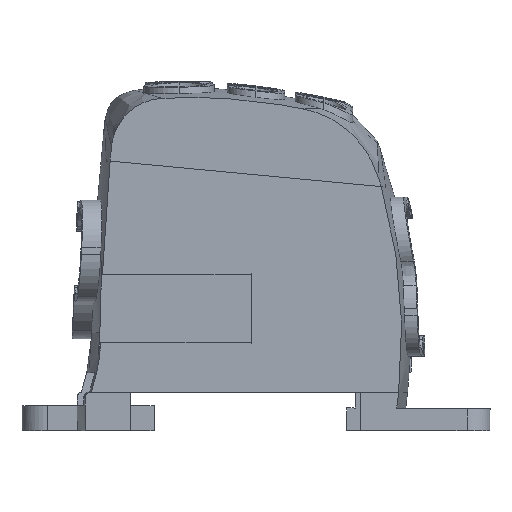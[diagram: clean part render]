
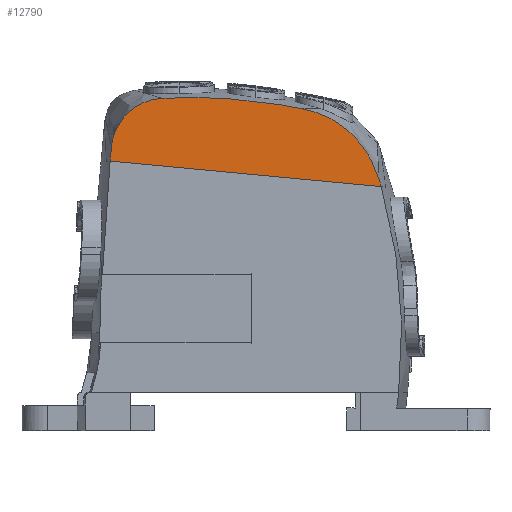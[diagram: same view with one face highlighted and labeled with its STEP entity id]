
A CAD part, left-side view. The second image highlights one B-rep face of the part: STEP entity #12790.
In plain terms, the highlighted planar face has unit normal (-1, 0, 0).
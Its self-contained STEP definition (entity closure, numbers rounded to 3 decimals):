
#12687=AXIS2_PLACEMENT_3D('Circle Axis2P3D',#12685,#12686,$) ;
#12704=AXIS2_PLACEMENT_3D('Plane Axis2P3D',#12701,#12702,#12703) ;
#12401=CARTESIAN_POINT('Vertex',(0.001,16.975,38.043)) ;
#12405=CARTESIAN_POINT('Control Point',(0.001,16.975,38.043)) ;
#12406=CARTESIAN_POINT('Control Point',(0.,38.117,40.037)) ;
#12407=CARTESIAN_POINT('Control Point',(0.,59.259,42.032)) ;
#12408=CARTESIAN_POINT('Vertex',(0.,59.259,42.032)) ;
#12682=CARTESIAN_POINT('Vertex',(0.001,17.312,39.2)) ;
#12685=CARTESIAN_POINT('Axis2P3D Location',(0.001,98.125,15.)) ;
#12701=CARTESIAN_POINT('Axis2P3D Location',(0.,62.174,6.)) ;
#12707=CARTESIAN_POINT('Control Point',(0.001,17.325,39.243)) ;
#12708=CARTESIAN_POINT('Control Point',(0.001,17.614,40.192)) ;
#12709=CARTESIAN_POINT('Control Point',(0.001,17.968,41.119)) ;
#12710=CARTESIAN_POINT('Control Point',(0.001,18.393,42.008)) ;
#12711=CARTESIAN_POINT('Control Point',(0.001,18.986,43.038)) ;
#12712=CARTESIAN_POINT('Control Point',(0.001,19.666,44.009)) ;
#12713=CARTESIAN_POINT('Control Point',(0.001,19.783,44.171)) ;
#12714=CARTESIAN_POINT('Control Point',(0.001,20.136,44.644)) ;
#12715=CARTESIAN_POINT('Control Point',(0.001,20.51,45.101)) ;
#12716=CARTESIAN_POINT('Control Point',(0.001,20.765,45.395)) ;
#12717=CARTESIAN_POINT('Control Point',(0.001,21.413,46.096)) ;
#12718=CARTESIAN_POINT('Control Point',(0.001,22.113,46.746)) ;
#12719=CARTESIAN_POINT('Control Point',(0.001,22.544,47.112)) ;
#12720=CARTESIAN_POINT('Control Point',(0.001,23.436,47.794)) ;
#12721=CARTESIAN_POINT('Control Point',(0.001,24.39,48.388)) ;
#12722=CARTESIAN_POINT('Control Point',(0.001,24.89,48.669)) ;
#12723=CARTESIAN_POINT('Control Point',(0.001,26.015,49.23)) ;
#12724=CARTESIAN_POINT('Control Point',(0.001,27.199,49.666)) ;
#12725=CARTESIAN_POINT('Control Point',(0.,27.871,49.868)) ;
#12726=CARTESIAN_POINT('Control Point',(0.,28.553,50.033)) ;
#12727=CARTESIAN_POINT('Control Point',(0.,29.243,50.164)) ;
#12728=CARTESIAN_POINT('Vertex',(0.,29.243,50.164)) ;
#12732=CARTESIAN_POINT('Control Point',(0.,29.25,50.167)) ;
#12733=CARTESIAN_POINT('Control Point',(0.,29.941,50.313)) ;
#12734=CARTESIAN_POINT('Control Point',(0.,30.633,50.452)) ;
#12735=CARTESIAN_POINT('Control Point',(0.,31.326,50.583)) ;
#12736=CARTESIAN_POINT('Control Point',(0.,32.021,50.707)) ;
#12737=CARTESIAN_POINT('Control Point',(0.,32.717,50.824)) ;
#12738=CARTESIAN_POINT('Vertex',(0.,32.717,50.824)) ;
#12742=CARTESIAN_POINT('Control Point',(0.,32.717,50.824)) ;
#12743=CARTESIAN_POINT('Control Point',(0.,36.371,51.436)) ;
#12744=CARTESIAN_POINT('Control Point',(0.,40.059,51.838)) ;
#12745=CARTESIAN_POINT('Control Point',(0.,43.767,52.034)) ;
#12746=CARTESIAN_POINT('Control Point',(0.,47.477,52.027)) ;
#12747=CARTESIAN_POINT('Control Point',(0.,51.178,51.817)) ;
#12748=CARTESIAN_POINT('Vertex',(0.,51.178,51.817)) ;
#12752=CARTESIAN_POINT('Control Point',(0.,51.178,51.818)) ;
#12753=CARTESIAN_POINT('Control Point',(0.,51.465,51.802)) ;
#12754=CARTESIAN_POINT('Control Point',(0.,51.752,51.774)) ;
#12755=CARTESIAN_POINT('Control Point',(0.,52.037,51.734)) ;
#12756=CARTESIAN_POINT('Control Point',(0.,52.738,51.606)) ;
#12757=CARTESIAN_POINT('Control Point',(0.,53.422,51.405)) ;
#12758=CARTESIAN_POINT('Control Point',(0.,53.822,51.26)) ;
#12759=CARTESIAN_POINT('Control Point',(0.,54.984,50.753)) ;
#12760=CARTESIAN_POINT('Control Point',(0.,56.035,50.031)) ;
#12761=CARTESIAN_POINT('Control Point',(0.,56.667,49.462)) ;
#12762=CARTESIAN_POINT('Control Point',(0.,57.59,48.384)) ;
#12763=CARTESIAN_POINT('Control Point',(0.,58.264,47.141)) ;
#12764=CARTESIAN_POINT('Control Point',(0.,58.492,46.618)) ;
#12765=CARTESIAN_POINT('Control Point',(0.,58.755,45.842)) ;
#12766=CARTESIAN_POINT('Control Point',(0.,58.926,45.043)) ;
#12767=CARTESIAN_POINT('Control Point',(0.,58.969,44.798)) ;
#12768=CARTESIAN_POINT('Control Point',(0.,59.003,44.551)) ;
#12769=CARTESIAN_POINT('Control Point',(0.,59.029,44.304)) ;
#12770=CARTESIAN_POINT('Vertex',(0.,59.029,44.304)) ;
#12774=CARTESIAN_POINT('Control Point',(0.,59.259,42.032)) ;
#12775=CARTESIAN_POINT('Control Point',(0.,59.214,42.486)) ;
#12776=CARTESIAN_POINT('Control Point',(0.,59.168,42.941)) ;
#12777=CARTESIAN_POINT('Control Point',(0.,59.122,43.395)) ;
#12778=CARTESIAN_POINT('Control Point',(0.,59.076,43.849)) ;
#12779=CARTESIAN_POINT('Control Point',(0.,59.029,44.304)) ;
#12686=DIRECTION('Axis2P3D Direction',(1.,0.,0.)) ;
#12702=DIRECTION('Axis2P3D Direction',(-1.,0.,0.)) ;
#12703=DIRECTION('Axis2P3D XDirection',(0.,-1.,0.)) ;
#12782=ORIENTED_EDGE('',*,*,#12689,.T.) ;
#12783=ORIENTED_EDGE('',*,*,#12730,.T.) ;
#12784=ORIENTED_EDGE('',*,*,#12740,.T.) ;
#12785=ORIENTED_EDGE('',*,*,#12750,.T.) ;
#12786=ORIENTED_EDGE('',*,*,#12772,.T.) ;
#12787=ORIENTED_EDGE('',*,*,#12780,.F.) ;
#12788=ORIENTED_EDGE('',*,*,#12410,.F.) ;
#12790=ADVANCED_FACE('V2',(#12789),#12705,.T.) ;
#12404=B_SPLINE_CURVE_WITH_KNOTS('',2,(#12405,#12406,#12407),.UNSPECIFIED.,.F.,.U.,(3,3),(-21.235,21.235),.UNSPECIFIED.) ;
#12706=B_SPLINE_CURVE_WITH_KNOTS('',5,(#12707,#12708,#12709,#12710,#12711,#12712,#12713,#12714,#12715,#12716,#12717,#12718,#12719,#12720,#12721,#12722,#12723,#12724,#12725,#12726,#12727),.UNSPECIFIED.,.F.,.U.,(6,3,3,3,3,3,6),(0.,6.981,8.398,11.166,15.172,19.125,24.063),.UNSPECIFIED.) ;
#12731=B_SPLINE_CURVE_WITH_KNOTS('',5,(#12732,#12733,#12734,#12735,#12736,#12737),.UNSPECIFIED.,.F.,.U.,(6,6),(0.,4.99),.UNSPECIFIED.) ;
#12741=B_SPLINE_CURVE_WITH_KNOTS('',5,(#12742,#12743,#12744,#12745,#12746,#12747),.UNSPECIFIED.,.F.,.U.,(6,6),(0.,26.212),.UNSPECIFIED.) ;
#12751=B_SPLINE_CURVE_WITH_KNOTS('',5,(#12752,#12753,#12754,#12755,#12756,#12757,#12758,#12759,#12760,#12761,#12762,#12763,#12764,#12765,#12766,#12767,#12768,#12769),.UNSPECIFIED.,.F.,.U.,(6,3,3,3,3,6),(0.,2.035,5.04,10.998,15.02,16.778),.UNSPECIFIED.) ;
#12773=B_SPLINE_CURVE_WITH_KNOTS('',5,(#12774,#12775,#12776,#12777,#12778,#12779),.UNSPECIFIED.,.F.,.U.,(6,6),(0.,3.23),.UNSPECIFIED.) ;
#12688=CIRCLE('generated circle',#12687,84.358) ;
#12410=EDGE_CURVE('',#12402,#12409,#12404,.T.) ;
#12689=EDGE_CURVE('',#12402,#12683,#12688,.F.) ;
#12730=EDGE_CURVE('',#12683,#12729,#12706,.T.) ;
#12740=EDGE_CURVE('',#12729,#12739,#12731,.T.) ;
#12750=EDGE_CURVE('',#12739,#12749,#12741,.T.) ;
#12772=EDGE_CURVE('',#12749,#12771,#12751,.T.) ;
#12780=EDGE_CURVE('',#12409,#12771,#12773,.T.) ;
#12781=EDGE_LOOP('',(#12782,#12783,#12784,#12785,#12786,#12787,#12788)) ;
#12789=FACE_OUTER_BOUND('',#12781,.T.) ;
#12705=PLANE('',#12704) ;
#12402=VERTEX_POINT('',#12401) ;
#12409=VERTEX_POINT('',#12408) ;
#12683=VERTEX_POINT('',#12682) ;
#12729=VERTEX_POINT('',#12728) ;
#12739=VERTEX_POINT('',#12738) ;
#12749=VERTEX_POINT('',#12748) ;
#12771=VERTEX_POINT('',#12770) ;
